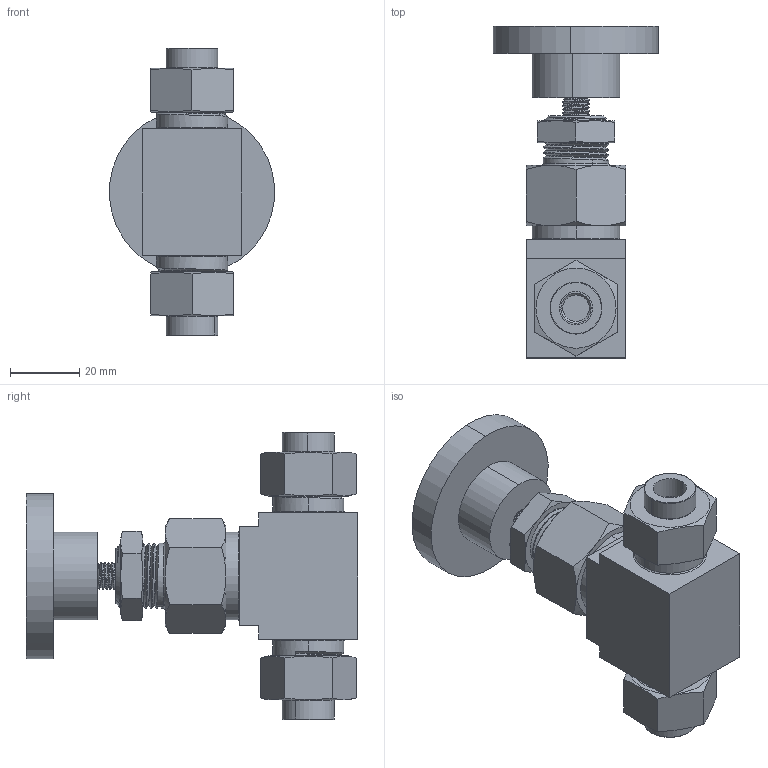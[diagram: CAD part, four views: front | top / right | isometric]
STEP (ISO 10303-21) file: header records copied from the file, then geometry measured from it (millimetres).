
FILE_DESCRIPTION (( 'STEP AP214' ), '1' );
FILE_NAME ('8-08SGU-06.STEP', '2018-01-30T15:21:30', ( '' ), ( '' ), 'SwSTEP 2.0', 'SolidWorks 2018', '' );
FILE_SCHEMA (( 'AUTOMOTIVE_DESIGN' ));
Length unit declared in the file: inch
Products named in the file (1): 8-08SGU-06
Bounding box: 47.64 x 95.69 x 82.8 mm (x, y, z)
Volume: 90182.9 mm3; surface area: 21441.4 mm2
Topology: 1 solids, 1 shells, 175 faces, 411 edges, 259 vertices
Faces by surface type: plane 58, cylinder 43, cone 41, torus 18, bspline 15
Entity records: 14329 total; most frequent: CARTESIAN_POINT 9649, ORIENTED_EDGE 822, DIRECTION 702, EDGE_CURVE 411, AXIS2_PLACEMENT_3D 296, VERTEX_POINT 259, EDGE_LOOP 196, FACE_OUTER_BOUND 175
